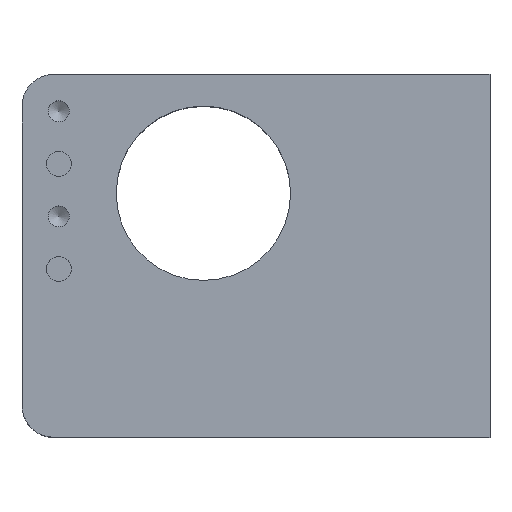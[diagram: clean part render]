
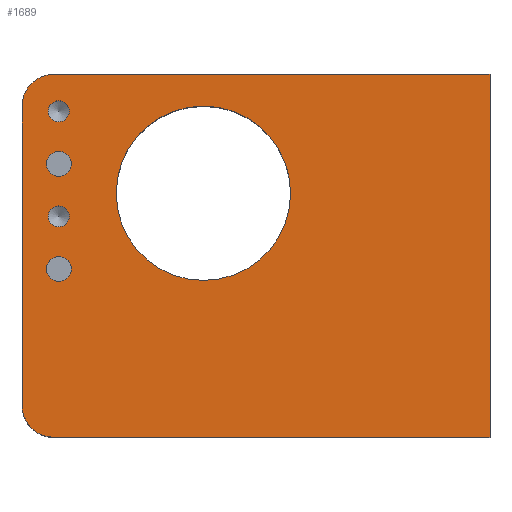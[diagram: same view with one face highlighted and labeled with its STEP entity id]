
A CAD part, top view. The second image highlights one B-rep face of the part: STEP entity #1689.
In plain terms, the highlighted planar face has unit normal (0, 0, 1).
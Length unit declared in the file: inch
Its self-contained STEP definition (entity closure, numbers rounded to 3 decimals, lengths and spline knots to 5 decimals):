
#115=FACE_BOUND('',#576,.T.);
#116=FACE_BOUND('',#577,.T.);
#117=FACE_BOUND('',#578,.T.);
#118=FACE_BOUND('',#579,.T.);
#119=FACE_BOUND('',#580,.T.);
#185=LINE('',#2782,#269);
#191=LINE('',#2793,#275);
#192=LINE('',#2796,#276);
#209=LINE('',#2888,#293);
#269=VECTOR('',#2092,0.3937);
#275=VECTOR('',#2100,0.3937);
#276=VECTOR('',#2103,0.3937);
#293=VECTOR('',#2190,0.3937);
#454=FACE_OUTER_BOUND('',#575,.T.);
#575=EDGE_LOOP('',(#1453,#1454,#1455,#1456,#1457,#1458));
#576=EDGE_LOOP('',(#1459));
#577=EDGE_LOOP('',(#1460));
#578=EDGE_LOOP('',(#1461));
#579=EDGE_LOOP('',(#1462));
#580=EDGE_LOOP('',(#1463));
#626=CIRCLE('',#1764,0.059);
#628=CIRCLE('',#1768,0.059);
#630=CIRCLE('',#1772,0.04978);
#632=CIRCLE('',#1776,0.04978);
#679=CIRCLE('',#1909,0.4145);
#682=CIRCLE('',#1913,0.15);
#684=CIRCLE('',#1916,0.15);
#716=VERTEX_POINT('',#2527);
#718=VERTEX_POINT('',#2534);
#721=VERTEX_POINT('',#2543);
#724=VERTEX_POINT('',#2552);
#750=VERTEX_POINT('',#2780);
#751=VERTEX_POINT('',#2781);
#755=VERTEX_POINT('',#2791);
#756=VERTEX_POINT('',#2795);
#782=VERTEX_POINT('',#2885);
#783=VERTEX_POINT('',#2887);
#833=VERTEX_POINT('',#3324);
#874=EDGE_CURVE('',#716,#716,#626,.T.);
#877=EDGE_CURVE('',#718,#718,#628,.T.);
#880=EDGE_CURVE('',#721,#721,#630,.T.);
#884=EDGE_CURVE('',#724,#724,#632,.T.);
#922=EDGE_CURVE('',#750,#751,#185,.F.);
#928=EDGE_CURVE('',#751,#755,#191,.T.);
#929=EDGE_CURVE('',#756,#750,#192,.T.);
#967=EDGE_CURVE('',#783,#782,#209,.T.);
#1047=EDGE_CURVE('',#833,#833,#679,.T.);
#1051=EDGE_CURVE('',#755,#783,#682,.T.);
#1053=EDGE_CURVE('',#782,#756,#684,.T.);
#1453=ORIENTED_EDGE('',*,*,#922,.T.);
#1454=ORIENTED_EDGE('',*,*,#928,.T.);
#1455=ORIENTED_EDGE('',*,*,#1051,.T.);
#1456=ORIENTED_EDGE('',*,*,#967,.T.);
#1457=ORIENTED_EDGE('',*,*,#1053,.T.);
#1458=ORIENTED_EDGE('',*,*,#929,.T.);
#1459=ORIENTED_EDGE('',*,*,#874,.T.);
#1460=ORIENTED_EDGE('',*,*,#877,.T.);
#1461=ORIENTED_EDGE('',*,*,#880,.T.);
#1462=ORIENTED_EDGE('',*,*,#884,.T.);
#1463=ORIENTED_EDGE('',*,*,#1047,.T.);
#1600=PLANE('',#1917);
#1689=ADVANCED_FACE('',(#454,#115,#116,#117,#118,#119),#1600,.T.);
#1764=AXIS2_PLACEMENT_3D('',#2529,#1996,#1997);
#1768=AXIS2_PLACEMENT_3D('',#2536,#2005,#2006);
#1772=AXIS2_PLACEMENT_3D('',#2544,#2014,#2015);
#1776=AXIS2_PLACEMENT_3D('',#2553,#2024,#2025);
#1909=AXIS2_PLACEMENT_3D('',#3325,#2345,#2346);
#1913=AXIS2_PLACEMENT_3D('',#3331,#2354,#2355);
#1916=AXIS2_PLACEMENT_3D('',#3334,#2360,#2361);
#1917=AXIS2_PLACEMENT_3D('',#3335,#2362,#2363);
#1996=DIRECTION('center_axis',(0.,0.,-1.));
#1997=DIRECTION('ref_axis',(-1.,0.,0.));
#2005=DIRECTION('center_axis',(0.,0.,-1.));
#2006=DIRECTION('ref_axis',(-1.,0.,0.));
#2014=DIRECTION('center_axis',(0.,0.,-1.));
#2015=DIRECTION('ref_axis',(1.,0.,0.));
#2024=DIRECTION('center_axis',(0.,0.,-1.));
#2025=DIRECTION('ref_axis',(1.,0.,0.));
#2092=DIRECTION('',(0.,-1.,0.));
#2100=DIRECTION('',(-1.,0.,0.));
#2103=DIRECTION('',(1.,0.,0.));
#2190=DIRECTION('',(0.,-1.,0.));
#2345=DIRECTION('center_axis',(0.,0.,-1.));
#2346=DIRECTION('ref_axis',(-1.,0.,0.));
#2354=DIRECTION('center_axis',(0.,0.,1.));
#2355=DIRECTION('ref_axis',(0.,1.,0.));
#2360=DIRECTION('center_axis',(0.,0.,1.));
#2361=DIRECTION('ref_axis',(-1.,0.,0.));
#2362=DIRECTION('center_axis',(0.,0.,1.));
#2363=DIRECTION('ref_axis',(-1.,0.,0.));
#2527=CARTESIAN_POINT('',(0.23398,1.3,0.95));
#2529=CARTESIAN_POINT('Origin',(0.17498,1.3,0.95));
#2534=CARTESIAN_POINT('',(0.23398,0.8,0.95));
#2536=CARTESIAN_POINT('Origin',(0.17498,0.8,0.95));
#2543=CARTESIAN_POINT('',(0.1252,1.55,0.95));
#2544=CARTESIAN_POINT('Origin',(0.17498,1.55,0.95));
#2552=CARTESIAN_POINT('',(0.1252,1.05,0.95));
#2553=CARTESIAN_POINT('Origin',(0.17498,1.05,0.95));
#2780=CARTESIAN_POINT('',(2.225,0.,0.95));
#2781=CARTESIAN_POINT('',(2.225,1.725,0.95));
#2782=CARTESIAN_POINT('',(2.225,0.50625,0.95));
#2791=CARTESIAN_POINT('',(0.15,1.725,0.95));
#2793=CARTESIAN_POINT('',(1.575,1.725,0.95));
#2795=CARTESIAN_POINT('',(0.15,0.,0.95));
#2796=CARTESIAN_POINT('',(0.15,0.,0.95));
#2885=CARTESIAN_POINT('',(0.,0.15,0.95));
#2887=CARTESIAN_POINT('',(0.,1.575,0.95));
#2888=CARTESIAN_POINT('',(0.,1.575,0.95));
#3324=CARTESIAN_POINT('',(1.277,1.16,0.95));
#3325=CARTESIAN_POINT('Origin',(0.8625,1.16,0.95));
#3331=CARTESIAN_POINT('Origin',(0.15,1.575,0.95));
#3334=CARTESIAN_POINT('Origin',(0.15,0.15,0.95));
#3335=CARTESIAN_POINT('Origin',(0.8625,0.8625,0.95));
